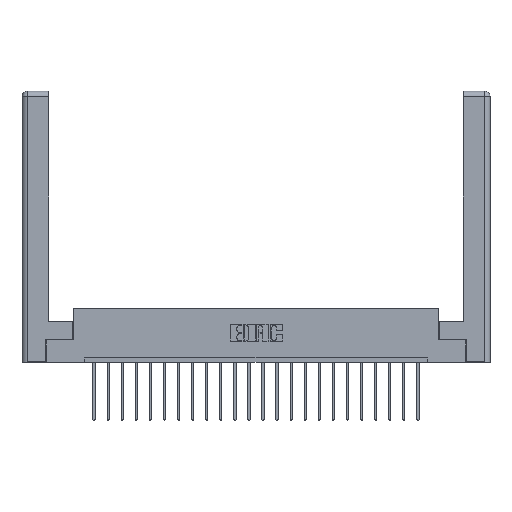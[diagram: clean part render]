
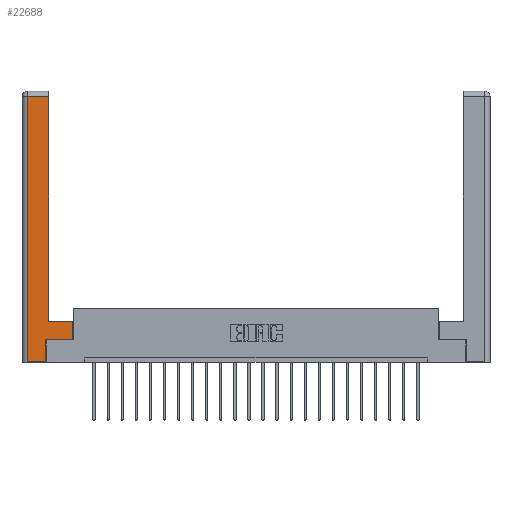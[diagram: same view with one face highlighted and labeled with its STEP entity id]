
A CAD part, top view. The second image highlights one B-rep face of the part: STEP entity #22688.
In plain terms, the highlighted planar face has unit normal (0, 0, 1).
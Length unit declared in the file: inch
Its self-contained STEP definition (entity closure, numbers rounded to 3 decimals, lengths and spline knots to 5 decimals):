
#314 = EDGE_LOOP ( 'NONE', ( #10092, #2449, #9678, #1050, #16824, #19295, #8919, #13301 ) ) ;
#672 = DIRECTION ( 'NONE',  ( 0., -1., 0. ) ) ;
#880 = CARTESIAN_POINT ( 'NONE',  ( 0.295, 2.94, 0. ) ) ;
#985 = VERTEX_POINT ( 'NONE', #17781 ) ;
#1050 = ORIENTED_EDGE ( 'NONE', *, *, #21424, .T. ) ;
#1176 = CARTESIAN_POINT ( 'NONE',  ( 0.265, 0.245, 0. ) ) ;
#1850 = EDGE_CURVE ( 'NONE', #14922, #10919, #18748, .T. ) ;
#2449 = ORIENTED_EDGE ( 'NONE', *, *, #3102, .T. ) ;
#3102 = EDGE_CURVE ( 'NONE', #3144, #4672, #11421, .T. ) ;
#3144 = VERTEX_POINT ( 'NONE', #880 ) ;
#3889 = DIRECTION ( 'NONE',  ( 1., 0., 0. ) ) ;
#4672 = VERTEX_POINT ( 'NONE', #12652 ) ;
#5321 = CARTESIAN_POINT ( 'NONE',  ( 0.565, 0.245, 0. ) ) ;
#6220 = CARTESIAN_POINT ( 'NONE',  ( 0.295, 0.45, 0. ) ) ;
#6702 = VECTOR ( 'NONE', #7942, 39.37008 ) ;
#7526 = PLANE ( 'NONE',  #21302 ) ;
#7616 = CARTESIAN_POINT ( 'NONE',  ( 0.265, 0., 0. ) ) ;
#7868 = DIRECTION ( 'NONE',  ( 0., 1., 0. ) ) ;
#7922 = EDGE_CURVE ( 'NONE', #22786, #985, #8835, .T. ) ;
#7942 = DIRECTION ( 'NONE',  ( -1., 0., 0. ) ) ;
#8578 = VECTOR ( 'NONE', #20470, 39.37008 ) ;
#8835 = LINE ( 'NONE', #6220, #8578 ) ;
#8919 = ORIENTED_EDGE ( 'NONE', *, *, #18865, .T. ) ;
#9250 = DIRECTION ( 'NONE',  ( 0., 1., 0. ) ) ;
#9678 = ORIENTED_EDGE ( 'NONE', *, *, #14514, .T. ) ;
#10092 = ORIENTED_EDGE ( 'NONE', *, *, #17041, .T. ) ;
#10464 = VECTOR ( 'NONE', #3889, 39.37008 ) ;
#10698 = CARTESIAN_POINT ( 'NONE',  ( 0.565, 0.45, 0. ) ) ;
#10919 = VERTEX_POINT ( 'NONE', #16304 ) ;
#11104 = DIRECTION ( 'NONE',  ( -1., 0., 0. ) ) ;
#11421 = LINE ( 'NONE', #18505, #6702 ) ;
#12434 = CARTESIAN_POINT ( 'NONE',  ( 0.265, 0.245, 0. ) ) ;
#12652 = CARTESIAN_POINT ( 'NONE',  ( 0.0615, 2.94, 0. ) ) ;
#13301 = ORIENTED_EDGE ( 'NONE', *, *, #7922, .T. ) ;
#13312 = LINE ( 'NONE', #1176, #16072 ) ;
#13442 = DIRECTION ( 'NONE',  ( 0., 1., 0. ) ) ;
#13920 = VECTOR ( 'NONE', #672, 39.37008 ) ;
#13970 = CARTESIAN_POINT ( 'NONE',  ( 0.0615, 0., 0. ) ) ;
#14514 = EDGE_CURVE ( 'NONE', #4672, #19878, #21592, .T. ) ;
#14922 = VERTEX_POINT ( 'NONE', #12434 ) ;
#16072 = VECTOR ( 'NONE', #13442, 39.37008 ) ;
#16136 = CARTESIAN_POINT ( 'NONE',  ( 0.265, 0., 0. ) ) ;
#16304 = CARTESIAN_POINT ( 'NONE',  ( 0.565, 0.245, 0. ) ) ;
#16360 = VECTOR ( 'NONE', #21571, 39.37008 ) ;
#16824 = ORIENTED_EDGE ( 'NONE', *, *, #21612, .T. ) ;
#17041 = EDGE_CURVE ( 'NONE', #985, #3144, #19538, .T. ) ;
#17257 = VECTOR ( 'NONE', #9250, 39.37008 ) ;
#17781 = CARTESIAN_POINT ( 'NONE',  ( 0.295, 0.45, 0. ) ) ;
#17915 = FACE_OUTER_BOUND ( 'NONE', #314, .T. ) ;
#17962 = CARTESIAN_POINT ( 'NONE',  ( 0.565, 0.45, 0. ) ) ;
#18505 = CARTESIAN_POINT ( 'NONE',  ( 0.0615, 2.94, 0. ) ) ;
#18748 = LINE ( 'NONE', #5321, #10464 ) ;
#18865 = EDGE_CURVE ( 'NONE', #10919, #22786, #21951, .T. ) ;
#19295 = ORIENTED_EDGE ( 'NONE', *, *, #1850, .T. ) ;
#19538 = LINE ( 'NONE', #20270, #21790 ) ;
#19852 = CARTESIAN_POINT ( 'NONE',  ( 0., 0., 0. ) ) ;
#19878 = VERTEX_POINT ( 'NONE', #13970 ) ;
#20139 = CARTESIAN_POINT ( 'NONE',  ( 0.0615, 0., 0. ) ) ;
#20270 = CARTESIAN_POINT ( 'NONE',  ( 0.295, 3., 0. ) ) ;
#20470 = DIRECTION ( 'NONE',  ( -1., 0., 0. ) ) ;
#21298 = VERTEX_POINT ( 'NONE', #16136 ) ;
#21302 = AXIS2_PLACEMENT_3D ( 'NONE', #19852, #21650, #11104 ) ;
#21424 = EDGE_CURVE ( 'NONE', #19878, #21298, #22683, .T. ) ;
#21571 = DIRECTION ( 'NONE',  ( 1., 0., 0. ) ) ;
#21592 = LINE ( 'NONE', #20139, #13920 ) ;
#21612 = EDGE_CURVE ( 'NONE', #21298, #14922, #13312, .T. ) ;
#21650 = DIRECTION ( 'NONE',  ( 0., 0., -1. ) ) ;
#21790 = VECTOR ( 'NONE', #7868, 39.37008 ) ;
#21951 = LINE ( 'NONE', #17962, #17257 ) ;
#22683 = LINE ( 'NONE', #7616, #16360 ) ;
#22688 = ADVANCED_FACE ( 'NONE', ( #17915 ), #7526, .F. ) ;
#22786 = VERTEX_POINT ( 'NONE', #10698 ) ;
